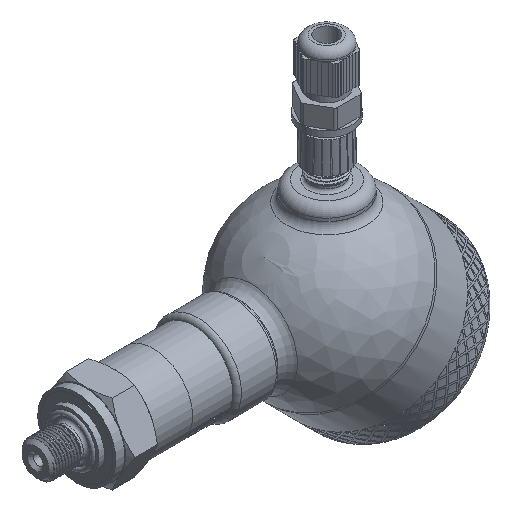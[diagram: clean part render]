
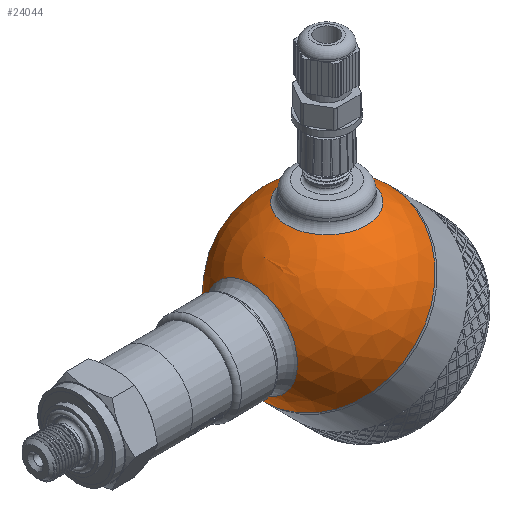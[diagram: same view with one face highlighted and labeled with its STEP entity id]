
A CAD part, isometric view. The second image highlights one B-rep face of the part: STEP entity #24044.
In plain terms, the highlighted spherical face has radius 30 mm.
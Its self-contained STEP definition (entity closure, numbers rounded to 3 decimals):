
#56=SPHERICAL_SURFACE('',#25538,30.);
#1031=FACE_BOUND('',#3707,.T.);
#1032=FACE_BOUND('',#3708,.T.);
#2135=FACE_OUTER_BOUND('',#3706,.T.);
#3706=EDGE_LOOP('',(#17799,#17800,#17801,#17802));
#3707=EDGE_LOOP('',(#17803));
#3708=EDGE_LOOP('',(#17804));
#5149=CIRCLE('',#25461,30.);
#5150=CIRCLE('',#25462,30.);
#5177=CIRCLE('',#25534,13.5);
#5180=CIRCLE('',#25539,30.);
#5181=CIRCLE('',#25540,15.643);
#9736=VERTEX_POINT('',#32857);
#9737=VERTEX_POINT('',#32859);
#10212=VERTEX_POINT('',#38921);
#10214=VERTEX_POINT('',#38928);
#10215=VERTEX_POINT('',#38930);
#12327=EDGE_CURVE('',#9736,#9737,#5149,.T.);
#12328=EDGE_CURVE('',#9737,#9736,#5150,.T.);
#13043=EDGE_CURVE('',#10212,#10212,#5177,.T.);
#13046=EDGE_CURVE('',#9737,#10214,#5180,.T.);
#13047=EDGE_CURVE('',#10215,#10215,#5181,.T.);
#17799=ORIENTED_EDGE('',*,*,#12328,.F.);
#17800=ORIENTED_EDGE('',*,*,#13046,.T.);
#17801=ORIENTED_EDGE('',*,*,#13046,.F.);
#17802=ORIENTED_EDGE('',*,*,#12327,.F.);
#17803=ORIENTED_EDGE('',*,*,#13047,.F.);
#17804=ORIENTED_EDGE('',*,*,#13043,.F.);
#24044=ADVANCED_FACE('',(#2135,#1031,#1032),#56,.T.);
#25461=AXIS2_PLACEMENT_3D('',#32860,#26865,#26866);
#25462=AXIS2_PLACEMENT_3D('',#32861,#26867,#26868);
#25534=AXIS2_PLACEMENT_3D('',#38922,#27263,#27264);
#25538=AXIS2_PLACEMENT_3D('',#38927,#27271,#27272);
#25539=AXIS2_PLACEMENT_3D('',#38929,#27273,#27274);
#25540=AXIS2_PLACEMENT_3D('',#38931,#27275,#27276);
#26865=DIRECTION('center_axis',(1.,0.,0.));
#26866=DIRECTION('ref_axis',(0.,1.,0.));
#26867=DIRECTION('center_axis',(1.,0.,0.));
#26868=DIRECTION('ref_axis',(0.,1.,0.));
#27263=DIRECTION('center_axis',(-0.707,0.,-0.707));
#27264=DIRECTION('ref_axis',(-0.707,0.,0.707));
#27271=DIRECTION('center_axis',(1.,0.,0.));
#27272=DIRECTION('ref_axis',(0.,-1.,0.));
#27273=DIRECTION('center_axis',(0.,0.,1.));
#27274=DIRECTION('ref_axis',(0.,1.,0.));
#27275=DIRECTION('center_axis',(-0.707,0.,0.707));
#27276=DIRECTION('ref_axis',(0.707,0.,0.707));
#32857=CARTESIAN_POINT('',(0.,-30.,0.));
#32859=CARTESIAN_POINT('',(0.,30.,0.));
#32860=CARTESIAN_POINT('Origin',(0.,0.,0.));
#32861=CARTESIAN_POINT('Origin',(0.,0.,0.));
#38921=CARTESIAN_POINT('',(-9.398,0.,-28.49));
#38922=CARTESIAN_POINT('Origin',(-18.944,0.,-18.944));
#38927=CARTESIAN_POINT('Origin',(0.,0.,0.));
#38928=CARTESIAN_POINT('',(-30.,0.,0.));
#38929=CARTESIAN_POINT('Origin',(0.,0.,0.));
#38930=CARTESIAN_POINT('',(-29.162,0.,7.04));
#38931=CARTESIAN_POINT('Origin',(-18.101,0.,18.101));
